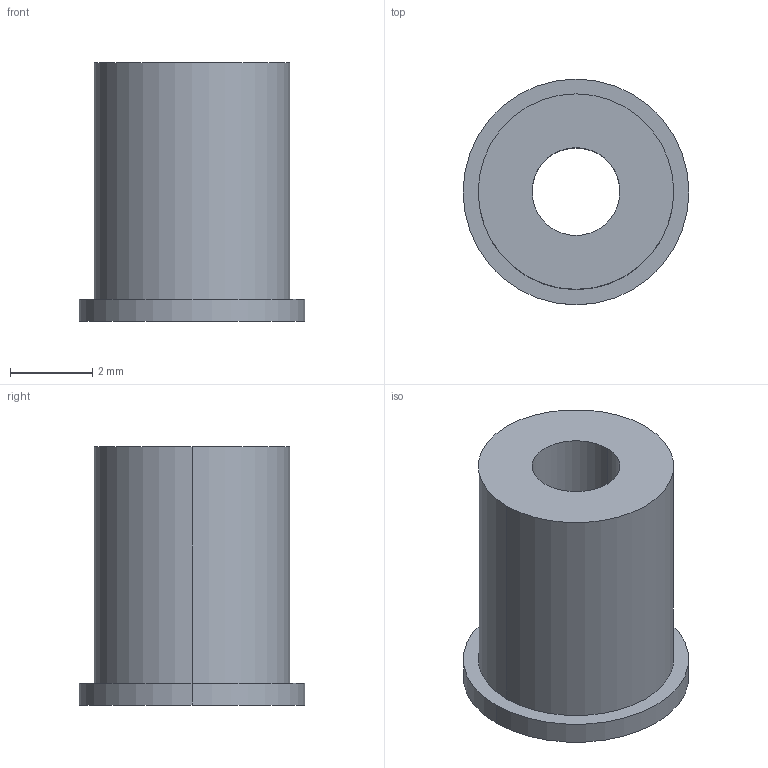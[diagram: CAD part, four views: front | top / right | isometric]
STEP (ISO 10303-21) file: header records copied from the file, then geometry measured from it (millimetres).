
FILE_DESCRIPTION (( 'STEP AP214' ), '1' );
FILE_NAME ('Spirol INS 20-M3-.226.STEP', '2009-11-06T13:56:39', ( 'Eric Work' ), ( 'Hewlett-Packard' ), 'SwSTEP 2.0', 'SolidWorks 2009', '' );
FILE_SCHEMA (( 'AUTOMOTIVE_DESIGN' ));
Length unit declared in the file: inch
Products named in the file (1): Spirol INS 20-M3-.226
Bounding box: 5.49 x 5.49 x 6.27 mm (x, y, z)
Volume: 91.9 mm3; surface area: 177 mm2
Topology: 1 solids, 1 shells, 9 faces, 18 edges, 12 vertices
Faces by surface type: cylinder 6, plane 3
Entity records: 301 total; most frequent: DIRECTION 50, CARTESIAN_POINT 40, ORIENTED_EDGE 36, AXIS2_PLACEMENT_3D 22, EDGE_CURVE 18, CIRCLE 12, EDGE_LOOP 12, VERTEX_POINT 12
